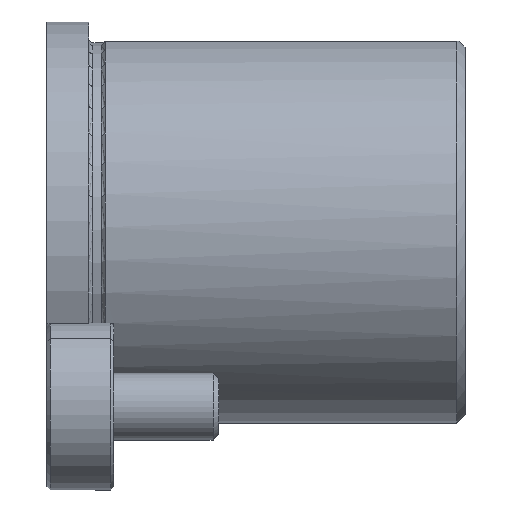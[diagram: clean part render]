
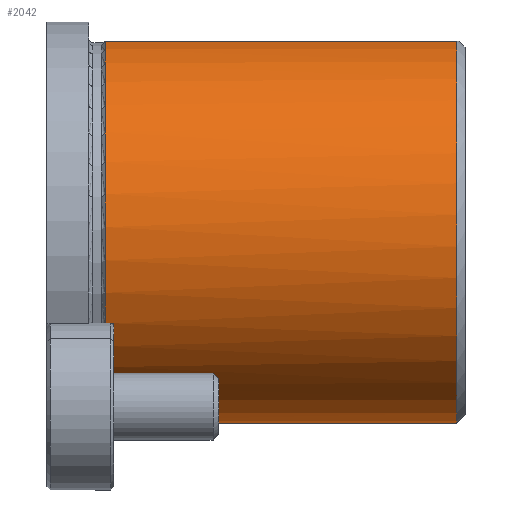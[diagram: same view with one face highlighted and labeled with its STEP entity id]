
A CAD part, left-side view. The second image highlights one B-rep face of the part: STEP entity #2042.
In plain terms, the highlighted cylindrical face has radius 23 mm (diameter 46 mm), a partial arc.
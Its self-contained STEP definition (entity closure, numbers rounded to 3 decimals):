
#21 = VERTEX_POINT ( 'NONE', #1651 ) ;
#46 = DIRECTION ( 'NONE',  ( 0., -1., 0. ) ) ;
#63 = CIRCLE ( 'NONE', #532, 23. ) ;
#95 = EDGE_CURVE ( 'NONE', #2319, #1360, #223, .T. ) ;
#98 = ORIENTED_EDGE ( 'NONE', *, *, #1808, .F. ) ;
#143 = AXIS2_PLACEMENT_3D ( 'NONE', #1504, #785, #2039 ) ;
#154 = CIRCLE ( 'NONE', #709, 23. ) ;
#155 = ORIENTED_EDGE ( 'NONE', *, *, #641, .T. ) ;
#194 = ORIENTED_EDGE ( 'NONE', *, *, #95, .T. ) ;
#223 = CIRCLE ( 'NONE', #1829, 23. ) ;
#249 = CARTESIAN_POINT ( 'NONE',  ( 0., -45., 0. ) ) ;
#287 = CIRCLE ( 'NONE', #143, 23. ) ;
#355 = CIRCLE ( 'NONE', #847, 23. ) ;
#384 = LINE ( 'NONE', #2294, #2193 ) ;
#385 = CARTESIAN_POINT ( 'NONE',  ( -3.703, -45., 22.7 ) ) ;
#429 = DIRECTION ( 'NONE',  ( 0., 1., 0. ) ) ;
#439 = VERTEX_POINT ( 'NONE', #1978 ) ;
#448 = CARTESIAN_POINT ( 'NONE',  ( 3.703, -2., 22.7 ) ) ;
#454 = CIRCLE ( 'NONE', #2290, 23. ) ;
#476 = CARTESIAN_POINT ( 'NONE',  ( 0., -2., -23. ) ) ;
#486 = EDGE_LOOP ( 'NONE', ( #194, #1449, #98, #1700, #1837, #897, #1415, #155, #1782, #994 ) ) ;
#500 = VERTEX_POINT ( 'NONE', #737 ) ;
#516 = CARTESIAN_POINT ( 'NONE',  ( 0., -44., -23. ) ) ;
#518 = CARTESIAN_POINT ( 'NONE',  ( -3.703, -44., 22.7 ) ) ;
#532 = AXIS2_PLACEMENT_3D ( 'NONE', #1017, #1743, #1750 ) ;
#575 = EDGE_CURVE ( 'NONE', #1143, #439, #1719, .T. ) ;
#601 = DIRECTION ( 'NONE',  ( 0., 1., 0. ) ) ;
#604 = EDGE_CURVE ( 'NONE', #1190, #21, #287, .T. ) ;
#641 = EDGE_CURVE ( 'NONE', #439, #1299, #154, .T. ) ;
#657 = VERTEX_POINT ( 'NONE', #448 ) ;
#675 = EDGE_CURVE ( 'NONE', #2319, #657, #2143, .T. ) ;
#709 = AXIS2_PLACEMENT_3D ( 'NONE', #1508, #1341, #1696 ) ;
#737 = CARTESIAN_POINT ( 'NONE',  ( -20.181, -3., -11.034 ) ) ;
#784 = DIRECTION ( 'NONE',  ( 0., 0., 1. ) ) ;
#785 = DIRECTION ( 'NONE',  ( 0., -1., 0. ) ) ;
#829 = CARTESIAN_POINT ( 'NONE',  ( -11.034, -3., -20.181 ) ) ;
#847 = AXIS2_PLACEMENT_3D ( 'NONE', #2077, #2088, #1178 ) ;
#869 = DIRECTION ( 'NONE',  ( 0., 0., -1. ) ) ;
#897 = ORIENTED_EDGE ( 'NONE', *, *, #1150, .F. ) ;
#960 = EDGE_CURVE ( 'NONE', #1299, #657, #454, .T. ) ;
#994 = ORIENTED_EDGE ( 'NONE', *, *, #675, .F. ) ;
#1017 = CARTESIAN_POINT ( 'NONE',  ( 0., -3., 0. ) ) ;
#1143 = VERTEX_POINT ( 'NONE', #829 ) ;
#1150 = EDGE_CURVE ( 'NONE', #1143, #500, #63, .T. ) ;
#1154 = DIRECTION ( 'NONE',  ( 0., 1., 0. ) ) ;
#1178 = DIRECTION ( 'NONE',  ( 0., 0., -1. ) ) ;
#1190 = VERTEX_POINT ( 'NONE', #1929 ) ;
#1215 = AXIS2_PLACEMENT_3D ( 'NONE', #249, #429, #784 ) ;
#1224 = CARTESIAN_POINT ( 'NONE',  ( 0., -44., 0. ) ) ;
#1267 = CARTESIAN_POINT ( 'NONE',  ( -11.034, 1., -20.181 ) ) ;
#1298 = CARTESIAN_POINT ( 'NONE',  ( 0., -2., 0. ) ) ;
#1299 = VERTEX_POINT ( 'NONE', #476 ) ;
#1335 = EDGE_CURVE ( 'NONE', #1360, #1679, #355, .T. ) ;
#1341 = DIRECTION ( 'NONE',  ( 0., -1., 0. ) ) ;
#1353 = EDGE_CURVE ( 'NONE', #21, #500, #384, .T. ) ;
#1360 = VERTEX_POINT ( 'NONE', #516 ) ;
#1415 = ORIENTED_EDGE ( 'NONE', *, *, #575, .T. ) ;
#1438 = VECTOR ( 'NONE', #1461, 1000. ) ;
#1449 = ORIENTED_EDGE ( 'NONE', *, *, #1335, .T. ) ;
#1461 = DIRECTION ( 'NONE',  ( 0., -1., 0. ) ) ;
#1470 = VECTOR ( 'NONE', #601, 1000. ) ;
#1504 = CARTESIAN_POINT ( 'NONE',  ( 0., -2., 0. ) ) ;
#1508 = CARTESIAN_POINT ( 'NONE',  ( 0., -2., 0. ) ) ;
#1524 = CARTESIAN_POINT ( 'NONE',  ( 3.703, -45., 22.7 ) ) ;
#1538 = FACE_OUTER_BOUND ( 'NONE', #486, .T. ) ;
#1601 = DIRECTION ( 'NONE',  ( 0., -1., 0. ) ) ;
#1651 = CARTESIAN_POINT ( 'NONE',  ( -20.181, -2., -11.034 ) ) ;
#1669 = VECTOR ( 'NONE', #1154, 1000. ) ;
#1679 = VERTEX_POINT ( 'NONE', #518 ) ;
#1696 = DIRECTION ( 'NONE',  ( 0., 0., -1. ) ) ;
#1700 = ORIENTED_EDGE ( 'NONE', *, *, #604, .T. ) ;
#1719 = LINE ( 'NONE', #1267, #1470 ) ;
#1743 = DIRECTION ( 'NONE',  ( 0., 1., 0. ) ) ;
#1750 = DIRECTION ( 'NONE',  ( 0., 0., 1. ) ) ;
#1758 = CARTESIAN_POINT ( 'NONE',  ( 3.703, -44., 22.7 ) ) ;
#1782 = ORIENTED_EDGE ( 'NONE', *, *, #960, .T. ) ;
#1808 = EDGE_CURVE ( 'NONE', #1190, #1679, #2079, .T. ) ;
#1829 = AXIS2_PLACEMENT_3D ( 'NONE', #1224, #1944, #869 ) ;
#1837 = ORIENTED_EDGE ( 'NONE', *, *, #1353, .T. ) ;
#1846 = DIRECTION ( 'NONE',  ( 0., 0., -1. ) ) ;
#1929 = CARTESIAN_POINT ( 'NONE',  ( -3.703, -2., 22.7 ) ) ;
#1944 = DIRECTION ( 'NONE',  ( 0., 1., 0. ) ) ;
#1978 = CARTESIAN_POINT ( 'NONE',  ( -11.034, -2., -20.181 ) ) ;
#2039 = DIRECTION ( 'NONE',  ( 0., 0., -1. ) ) ;
#2042 = ADVANCED_FACE ( 'NONE', ( #1538 ), #2241, .T. ) ;
#2077 = CARTESIAN_POINT ( 'NONE',  ( 0., -44., 0. ) ) ;
#2079 = LINE ( 'NONE', #385, #1438 ) ;
#2088 = DIRECTION ( 'NONE',  ( 0., 1., 0. ) ) ;
#2143 = LINE ( 'NONE', #1524, #1669 ) ;
#2193 = VECTOR ( 'NONE', #1601, 1000. ) ;
#2241 = CYLINDRICAL_SURFACE ( 'NONE', #1215, 23. ) ;
#2290 = AXIS2_PLACEMENT_3D ( 'NONE', #1298, #46, #1846 ) ;
#2294 = CARTESIAN_POINT ( 'NONE',  ( -20.181, 1., -11.034 ) ) ;
#2319 = VERTEX_POINT ( 'NONE', #1758 ) ;
